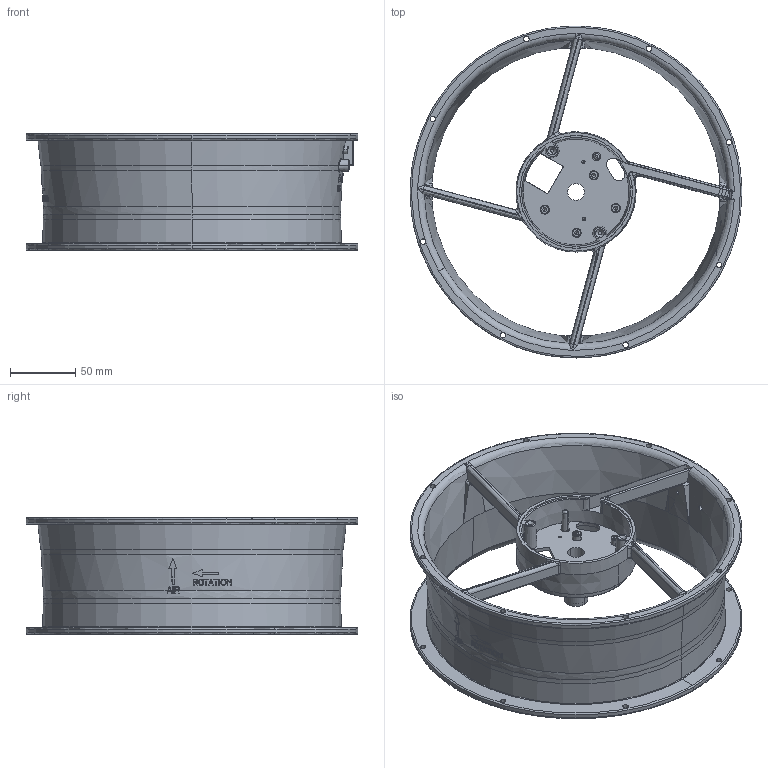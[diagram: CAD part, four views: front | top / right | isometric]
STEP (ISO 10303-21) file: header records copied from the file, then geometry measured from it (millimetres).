
FILE_DESCRIPTION (( 'STEP AP203' ), '1' );
FILE_NAME ('OD254_m0_frame.stp', '2025-01-02T15:29:22', ( '' ), ( '' ), 'SwSTEP 2.0', 'SolidWorks 2018', '' );
FILE_SCHEMA (( 'CONFIG_CONTROL_DESIGN' ));
Length unit declared in the file: millimetre
Products named in the file (1): OD254_m0_frame
Bounding box: 254 x 254 x 89 mm (x, y, z)
Volume: 316520.8 mm3; surface area: 208152.3 mm2
Topology: 1 solids, 1 shells, 709 faces, 2031 edges, 1338 vertices
Faces by surface type: bspline 288, plane 200, cylinder 98, cone 93, torus 27, sphere 3
Entity records: 38909 total; most frequent: CARTESIAN_POINT 23161, ORIENTED_EDGE 4026, DIRECTION 2166, EDGE_CURVE 2013, VERTEX_POINT 1338, B_SPLINE_CURVE_WITH_KNOTS 1019, AXIS2_PLACEMENT_3D 825, EDGE_LOOP 793
